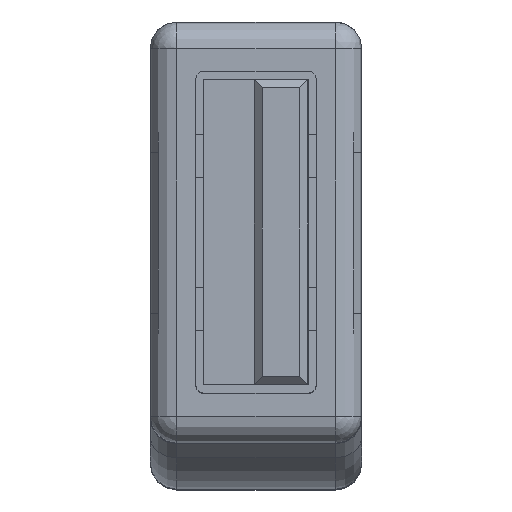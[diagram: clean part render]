
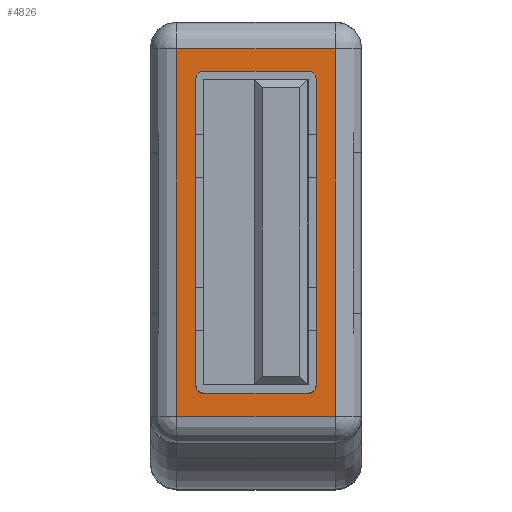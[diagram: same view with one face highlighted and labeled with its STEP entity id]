
A CAD part, top view. The second image highlights one B-rep face of the part: STEP entity #4826.
In plain terms, the highlighted planar face has unit normal (0, 0, 1).
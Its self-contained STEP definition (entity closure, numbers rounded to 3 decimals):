
#45=CARTESIAN_POINT('',(1.95,5.7,0.));
#46=DIRECTION('',(0.,0.,1.));
#47=DIRECTION('',(1.,0.,0.));
#48=AXIS2_PLACEMENT_3D('',#45,#46,#47);
#50=CARTESIAN_POINT('',(-1.95,5.7,0.));
#51=DIRECTION('',(0.,0.,1.));
#52=DIRECTION('',(0.,1.,0.));
#53=AXIS2_PLACEMENT_3D('',#50,#51,#52);
#55=CARTESIAN_POINT('',(-1.95,-5.7,0.));
#56=DIRECTION('',(0.,0.,1.));
#57=DIRECTION('',(-1.,0.,0.));
#58=AXIS2_PLACEMENT_3D('',#55,#56,#57);
#60=CARTESIAN_POINT('',(1.95,-5.7,0.));
#61=DIRECTION('',(0.,0.,1.));
#62=DIRECTION('',(0.,-1.,0.));
#63=AXIS2_PLACEMENT_3D('',#60,#61,#62);
#69=DIRECTION('',(0.,1.,0.));
#70=VECTOR('',#69,13.7);
#71=CARTESIAN_POINT('',(2.95,-6.85,0.));
#72=LINE('',#71,#70);
#1283=DIRECTION('',(-1.,0.,0.));
#1284=VECTOR('',#1283,5.9);
#1285=CARTESIAN_POINT('',(2.95,6.85,0.));
#1286=LINE('',#1285,#1284);
#1325=DIRECTION('',(0.,-1.,0.));
#1326=VECTOR('',#1325,13.7);
#1327=CARTESIAN_POINT('',(-2.95,6.85,0.));
#1328=LINE('',#1327,#1326);
#1348=DIRECTION('',(1.,0.,0.));
#1349=VECTOR('',#1348,5.9);
#1350=CARTESIAN_POINT('',(-2.95,-6.85,0.));
#1351=LINE('',#1350,#1349);
#3373=DIRECTION('',(0.,-1.,0.));
#3374=VECTOR('',#3373,11.4);
#3375=CARTESIAN_POINT('',(2.25,5.7,0.));
#3376=LINE('',#3375,#3374);
#3425=DIRECTION('',(-1.,0.,0.));
#3426=VECTOR('',#3425,3.9);
#3427=CARTESIAN_POINT('',(1.95,-6.,0.));
#3428=LINE('',#3427,#3426);
#3437=DIRECTION('',(0.,1.,0.));
#3438=VECTOR('',#3437,11.4);
#3439=CARTESIAN_POINT('',(-2.25,-5.7,0.));
#3440=LINE('',#3439,#3438);
#3521=DIRECTION('',(1.,0.,0.));
#3522=VECTOR('',#3521,3.9);
#3523=CARTESIAN_POINT('',(-1.95,6.,0.));
#3524=LINE('',#3523,#3522);
#3989=CARTESIAN_POINT('',(2.25,5.7,0.));
#3990=CARTESIAN_POINT('',(1.95,6.,0.));
#3991=VERTEX_POINT('',#3989);
#3992=VERTEX_POINT('',#3990);
#3993=CARTESIAN_POINT('',(2.95,-6.85,0.));
#3994=CARTESIAN_POINT('',(2.95,6.85,0.));
#3995=VERTEX_POINT('',#3993);
#3996=VERTEX_POINT('',#3994);
#3997=CARTESIAN_POINT('',(-2.95,-6.85,0.));
#3998=VERTEX_POINT('',#3997);
#3999=CARTESIAN_POINT('',(-2.95,6.85,0.));
#4000=VERTEX_POINT('',#3999);
#4001=CARTESIAN_POINT('',(2.25,-5.7,0.));
#4002=VERTEX_POINT('',#4001);
#4003=CARTESIAN_POINT('',(-1.95,6.,0.));
#4004=VERTEX_POINT('',#4003);
#4005=CARTESIAN_POINT('',(-2.25,5.7,0.));
#4006=VERTEX_POINT('',#4005);
#4007=CARTESIAN_POINT('',(-2.25,-5.7,0.));
#4008=VERTEX_POINT('',#4007);
#4009=CARTESIAN_POINT('',(-1.95,-6.,0.));
#4010=VERTEX_POINT('',#4009);
#4011=CARTESIAN_POINT('',(1.95,-6.,0.));
#4012=VERTEX_POINT('',#4011);
#4794=CARTESIAN_POINT('',(0.,0.,0.));
#4795=DIRECTION('',(0.,0.,-1.));
#4796=DIRECTION('',(-1.,0.,0.));
#4797=AXIS2_PLACEMENT_3D('',#4794,#4795,#4796);
#4798=PLANE('',#4797);
#4800=ORIENTED_EDGE('',*,*,#4799,.F.);
#4802=ORIENTED_EDGE('',*,*,#4801,.F.);
#4804=ORIENTED_EDGE('',*,*,#4803,.F.);
#4806=ORIENTED_EDGE('',*,*,#4805,.F.);
#4807=EDGE_LOOP('',(#4800,#4802,#4804,#4806));
#4808=FACE_OUTER_BOUND('',#4807,.F.);
#4810=ORIENTED_EDGE('',*,*,#4809,.F.);
#4811=ORIENTED_EDGE('',*,*,#4784,.T.);
#4813=ORIENTED_EDGE('',*,*,#4812,.F.);
#4815=ORIENTED_EDGE('',*,*,#4814,.T.);
#4817=ORIENTED_EDGE('',*,*,#4816,.F.);
#4819=ORIENTED_EDGE('',*,*,#4818,.T.);
#4821=ORIENTED_EDGE('',*,*,#4820,.F.);
#4823=ORIENTED_EDGE('',*,*,#4822,.T.);
#4824=EDGE_LOOP('',(#4810,#4811,#4813,#4815,#4817,#4819,#4821,#4823));
#4825=FACE_BOUND('',#4824,.F.);
#49=CIRCLE('',#48,0.3);
#54=CIRCLE('',#53,0.3);
#59=CIRCLE('',#58,0.3);
#64=CIRCLE('',#63,0.3);
#4784=EDGE_CURVE('',#3991,#3992,#49,.T.);
#4799=EDGE_CURVE('',#3995,#3996,#72,.T.);
#4801=EDGE_CURVE('',#3998,#3995,#1351,.T.);
#4803=EDGE_CURVE('',#4000,#3998,#1328,.T.);
#4805=EDGE_CURVE('',#3996,#4000,#1286,.T.);
#4809=EDGE_CURVE('',#3991,#4002,#3376,.T.);
#4812=EDGE_CURVE('',#4004,#3992,#3524,.T.);
#4814=EDGE_CURVE('',#4004,#4006,#54,.T.);
#4816=EDGE_CURVE('',#4008,#4006,#3440,.T.);
#4818=EDGE_CURVE('',#4008,#4010,#59,.T.);
#4820=EDGE_CURVE('',#4012,#4010,#3428,.T.);
#4822=EDGE_CURVE('',#4012,#4002,#64,.T.);
#4826=ADVANCED_FACE('',(#4808,#4825),#4798,.F.);
